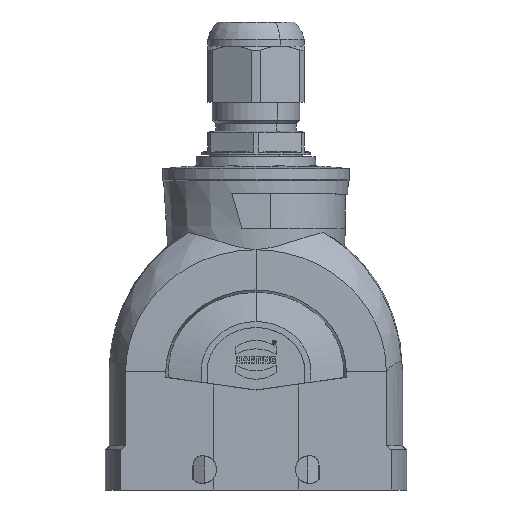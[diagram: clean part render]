
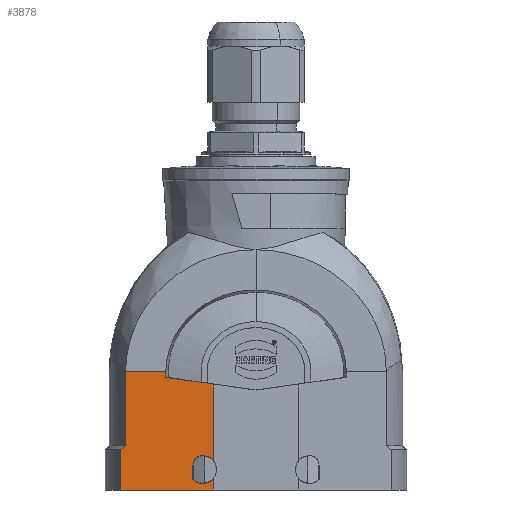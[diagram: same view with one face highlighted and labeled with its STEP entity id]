
A CAD part, front view. The second image highlights one B-rep face of the part: STEP entity #3878.
In plain terms, the highlighted planar face has unit normal (-0.023, -1, 0).
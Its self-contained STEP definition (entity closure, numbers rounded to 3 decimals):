
#1125=ELLIPSE('',#10957,2.402,2.401);
#1126=ELLIPSE('',#10960,3.502,3.501);
#1127=ELLIPSE('',#10962,3.502,3.501);
#1444=PLANE('',#11258);
#1981=FACE_OUTER_BOUND('',#4858,.T.);
#2215=LINE('',#15959,#2920);
#2593=LINE('',#17697,#3304);
#2595=LINE('',#17706,#3306);
#2646=LINE('',#20295,#3357);
#2650=LINE('',#20301,#3361);
#2651=LINE('',#20302,#3362);
#2671=LINE('',#20357,#3382);
#2688=LINE('',#20470,#3399);
#2920=VECTOR('',#12372,1.);
#3304=VECTOR('',#13246,1.);
#3306=VECTOR('',#13254,1.);
#3357=VECTOR('',#13339,1.);
#3361=VECTOR('',#13345,1.);
#3362=VECTOR('',#13346,1.);
#3382=VECTOR('',#13378,1.);
#3399=VECTOR('',#13423,1.);
#3878=ADVANCED_FACE('',(#1981),#1444,.F.);
#4858=EDGE_LOOP('',(#7510,#7511,#7512,#7513,#7514,#7515,#7516,#7517,#7518,
#7519,#7520,#7521,#7522,#7523));
#7510=ORIENTED_EDGE('',*,*,#9262,.T.);
#7511=ORIENTED_EDGE('',*,*,#9264,.F.);
#7512=ORIENTED_EDGE('',*,*,#9871,.F.);
#7513=ORIENTED_EDGE('',*,*,#9867,.T.);
#7514=ORIENTED_EDGE('',*,*,#9865,.F.);
#7515=ORIENTED_EDGE('',*,*,#9863,.F.);
#7516=ORIENTED_EDGE('',*,*,#9895,.T.);
#7517=ORIENTED_EDGE('',*,*,#9390,.T.);
#7518=ORIENTED_EDGE('',*,*,#9760,.F.);
#7519=ORIENTED_EDGE('',*,*,#9764,.T.);
#7520=ORIENTED_EDGE('',*,*,#9927,.T.);
#7521=ORIENTED_EDGE('',*,*,#9872,.F.);
#7522=ORIENTED_EDGE('',*,*,#9266,.F.);
#7523=ORIENTED_EDGE('',*,*,#9259,.T.);
#8129=VERTEX_POINT('',#15958);
#8130=VERTEX_POINT('',#15960);
#8131=VERTEX_POINT('',#15970);
#8132=VERTEX_POINT('',#15974);
#8133=VERTEX_POINT('',#15975);
#8234=VERTEX_POINT('',#16341);
#8235=VERTEX_POINT('',#16342);
#8478=VERTEX_POINT('',#17698);
#8481=VERTEX_POINT('',#17705);
#8545=VERTEX_POINT('',#19831);
#8546=VERTEX_POINT('',#19836);
#8547=VERTEX_POINT('',#19895);
#8548=VERTEX_POINT('',#20296);
#8549=VERTEX_POINT('',#20303);
#9259=EDGE_CURVE('',#8130,#8129,#2215,.T.);
#9262=EDGE_CURVE('',#8129,#8131,#1125,.T.);
#9264=EDGE_CURVE('',#8132,#8131,#1126,.T.);
#9266=EDGE_CURVE('',#8130,#8133,#1127,.T.);
#9390=EDGE_CURVE('',#8234,#8235,#10207,.T.);
#9760=EDGE_CURVE('',#8478,#8235,#2593,.T.);
#9764=EDGE_CURVE('',#8478,#8481,#2595,.T.);
#9863=EDGE_CURVE('',#8545,#8546,#10293,.T.);
#9865=EDGE_CURVE('',#8546,#8547,#10295,.T.);
#9867=EDGE_CURVE('',#8548,#8547,#2646,.T.);
#9871=EDGE_CURVE('',#8548,#8132,#2650,.T.);
#9872=EDGE_CURVE('',#8133,#8549,#2651,.T.);
#9895=EDGE_CURVE('',#8545,#8234,#2671,.T.);
#9927=EDGE_CURVE('',#8481,#8549,#2688,.T.);
#10207=B_SPLINE_CURVE_WITH_KNOTS('',3,(#16337,#16338,#16339,#16340),
 .UNSPECIFIED.,.F.,.F.,(4,4),(0.,1.),.UNSPECIFIED.);
#10293=B_SPLINE_CURVE_WITH_KNOTS('',3,(#19832,#19833,#19834,#19835),
 .UNSPECIFIED.,.F.,.F.,(4,4),(0.,1.),.UNSPECIFIED.);
#10295=B_SPLINE_CURVE_WITH_KNOTS('',3,(#19891,#19892,#19893,#19894),
 .UNSPECIFIED.,.F.,.F.,(4,4),(0.,1.),.UNSPECIFIED.);
#10957=AXIS2_PLACEMENT_3D('',#15971,#12376,#12377);
#10960=AXIS2_PLACEMENT_3D('',#15976,#12382,#12383);
#10962=AXIS2_PLACEMENT_3D('',#15978,#12386,#12387);
#11258=AXIS2_PLACEMENT_3D('',#21428,#13466,#13467);
#12372=DIRECTION('',(0.,0.,1.));
#12376=DIRECTION('',(0.023,1.,0.));
#12377=DIRECTION('',(-1.,0.023,0.));
#12382=DIRECTION('',(-0.023,-1.,0.));
#12383=DIRECTION('',(-1.,0.023,0.));
#12386=DIRECTION('',(-0.023,-1.,0.));
#12387=DIRECTION('',(-1.,0.023,0.));
#13246=DIRECTION('',(1.,-0.023,0.));
#13254=DIRECTION('',(0.,0.,-1.));
#13339=DIRECTION('',(-0.99,0.023,0.14));
#13345=DIRECTION('',(0.,0.,-1.));
#13346=DIRECTION('',(0.,0.,-1.));
#13378=DIRECTION('',(0.,0.,-1.));
#13423=DIRECTION('',(1.,-0.023,0.));
#13466=DIRECTION('',(0.023,1.,0.));
#13467=DIRECTION('',(-1.,0.023,0.));
#15958=CARTESIAN_POINT('',(-15.702,-22.384,-3.95));
#15959=CARTESIAN_POINT('',(-15.702,-22.384,19.3));
#15960=CARTESIAN_POINT('',(-15.702,-22.384,-7.598));
#15970=CARTESIAN_POINT('',(-13.3,-22.44,-1.549));
#15971=CARTESIAN_POINT('',(-13.301,-22.44,-3.95));
#15974=CARTESIAN_POINT('',(-10.67,-22.5,-2.741));
#15975=CARTESIAN_POINT('',(-10.67,-22.5,-7.359));
#15976=CARTESIAN_POINT('',(-13.301,-22.44,-5.05));
#15978=CARTESIAN_POINT('',(-13.301,-22.44,-5.05));
#16337=CARTESIAN_POINT('',(-32.45,-22.,0.85));
#16338=CARTESIAN_POINT('',(-32.834,-21.991,0.518));
#16339=CARTESIAN_POINT('',(-33.217,-21.982,0.184));
#16340=CARTESIAN_POINT('',(-33.599,-21.974,-0.15));
#16341=CARTESIAN_POINT('',(-32.45,-22.,0.85));
#16342=CARTESIAN_POINT('',(-33.599,-21.974,-0.15));
#17697=CARTESIAN_POINT('',(-33.65,-21.972,-0.15));
#17698=CARTESIAN_POINT('',(-33.65,-21.972,-0.15));
#17705=CARTESIAN_POINT('',(-33.65,-21.972,-10.15));
#17706=CARTESIAN_POINT('',(-33.65,-21.972,-0.15));
#19831=CARTESIAN_POINT('',(-32.45,-22.,19.3));
#19832=CARTESIAN_POINT('',(-32.45,-22.,19.3));
#19833=CARTESIAN_POINT('',(-29.117,-22.077,19.3));
#19834=CARTESIAN_POINT('',(-25.783,-22.153,19.3));
#19835=CARTESIAN_POINT('',(-22.45,-22.23,19.3));
#19836=CARTESIAN_POINT('',(-22.45,-22.23,19.3));
#19891=CARTESIAN_POINT('',(-22.45,-22.23,19.3));
#19892=CARTESIAN_POINT('',(-22.45,-22.23,18.833));
#19893=CARTESIAN_POINT('',(-22.45,-22.23,18.366));
#19894=CARTESIAN_POINT('',(-22.45,-22.23,17.899));
#19895=CARTESIAN_POINT('',(-22.45,-22.23,17.899));
#20295=CARTESIAN_POINT('',(-32.449,-22.,19.309));
#20296=CARTESIAN_POINT('',(-10.67,-22.5,16.239));
#20301=CARTESIAN_POINT('',(-10.67,-22.5,19.3));
#20302=CARTESIAN_POINT('',(-10.67,-22.5,19.3));
#20303=CARTESIAN_POINT('',(-10.67,-22.5,-10.15));
#20357=CARTESIAN_POINT('',(-32.45,-22.,19.3));
#20470=CARTESIAN_POINT('',(-32.45,-22.,-10.15));
#21428=CARTESIAN_POINT('',(-32.45,-22.,19.3));
